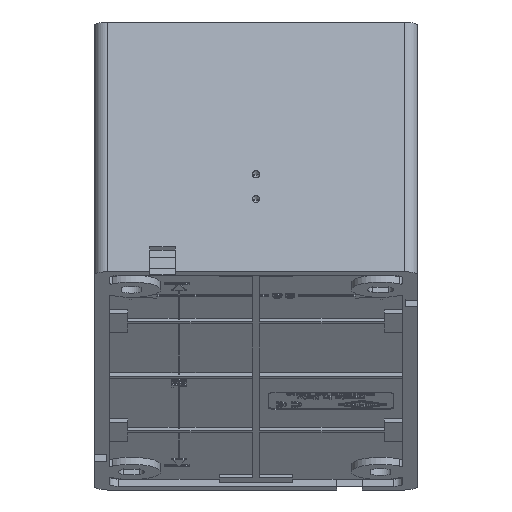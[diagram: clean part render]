
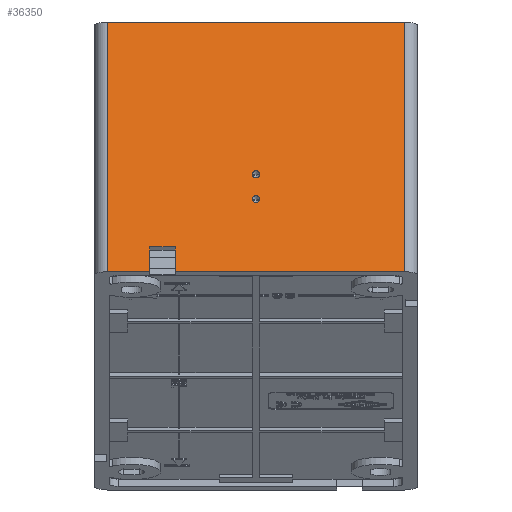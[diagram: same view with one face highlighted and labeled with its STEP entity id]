
A CAD part, front view. The second image highlights one B-rep face of the part: STEP entity #36350.
In plain terms, the highlighted face is planar.
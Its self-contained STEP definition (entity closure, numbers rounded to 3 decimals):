
#3490=CARTESIAN_POINT('',(26.5,-129.,0.));
#3500=VERTEX_POINT('',#3490);
#4860=CARTESIAN_POINT('',(107.5,-129.,0.));
#4870=VERTEX_POINT('',#4860);
#4900=CARTESIAN_POINT('',(111.,-129.,0.));
#4910=DIRECTION('',(-1.,0.,0.));
#4920=VECTOR('',#4910,1.);
#4930=LINE('',#4900,#4920);
#4940=CARTESIAN_POINT('',(96.,-129.,0.));
#4950=VERTEX_POINT('',#4940);
#4960=EDGE_CURVE('',#4870,#4950,#4930,.T.);
#5180=CARTESIAN_POINT('',(89.,-129.,0.));
#5190=VERTEX_POINT('',#5180);
#5220=EDGE_CURVE('',#5190,#3500,#4930,.T.);
#18380=CARTESIAN_POINT('',(26.5,-129.,-70.5));
#18390=VERTEX_POINT('',#18380);
#18440=CARTESIAN_POINT('',(111.,-129.,-70.5));
#18450=DIRECTION('',(-1.,0.,0.));
#18460=VECTOR('',#18450,1.);
#18470=LINE('',#18440,#18460);
#18480=CARTESIAN_POINT('',(107.5,-129.,-70.5));
#18490=VERTEX_POINT('',#18480);
#18500=EDGE_CURVE('',#18490,#18390,#18470,.T.);
#35610=CARTESIAN_POINT('',(111.,-129.,0.));
#35620=DIRECTION('',(-0.,1.,0.));
#35630=DIRECTION('',(1.,0.,0.));
#35640=AXIS2_PLACEMENT_3D('',#35610,#35620,#35630);
#35650=PLANE('',#35640);
#35660=ORIENTED_EDGE('',*,*,#5220,.T.);
#35670=CARTESIAN_POINT('',(89.,-129.,0.));
#35680=DIRECTION('',(0.,0.,-1.));
#35690=VECTOR('',#35680,1.);
#35700=LINE('',#35670,#35690);
#35710=CARTESIAN_POINT('',(89.,-129.,-7.));
#35720=VERTEX_POINT('',#35710);
#35730=EDGE_CURVE('',#5190,#35720,#35700,.T.);
#35740=ORIENTED_EDGE('',*,*,#35730,.F.);
#35750=CARTESIAN_POINT('',(0.,-129.,-7.));
#35760=DIRECTION('',(1.,0.,0.));
#35770=VECTOR('',#35760,1.);
#35780=LINE('',#35750,#35770);
#35790=CARTESIAN_POINT('',(96.,-129.,-7.));
#35800=VERTEX_POINT('',#35790);
#35810=EDGE_CURVE('',#35720,#35800,#35780,.T.);
#35820=ORIENTED_EDGE('',*,*,#35810,.F.);
#35830=CARTESIAN_POINT('',(96.,-129.,0.));
#35840=DIRECTION('',(0.,0.,1.));
#35850=VECTOR('',#35840,1.);
#35860=LINE('',#35830,#35850);
#35870=EDGE_CURVE('',#35800,#4950,#35860,.T.);
#35880=ORIENTED_EDGE('',*,*,#35870,.F.);
#35890=ORIENTED_EDGE('',*,*,#4960,.T.);
#35900=CARTESIAN_POINT('',(107.5,-129.,0.));
#35910=DIRECTION('',(0.,0.,-1.));
#35920=VECTOR('',#35910,1.);
#35930=LINE('',#35900,#35920);
#35940=EDGE_CURVE('',#4870,#18490,#35930,.T.);
#35950=ORIENTED_EDGE('',*,*,#35940,.F.);
#35960=ORIENTED_EDGE('',*,*,#18500,.F.);
#35970=CARTESIAN_POINT('',(26.5,-129.,0.));
#35980=DIRECTION('',(0.,0.,-1.));
#35990=VECTOR('',#35980,1.);
#36000=LINE('',#35970,#35990);
#36010=EDGE_CURVE('',#3500,#18390,#36000,.T.);
#36020=ORIENTED_EDGE('',*,*,#36010,.T.);
#36030=EDGE_LOOP('',(#36020,#35960,#35950,#35890,#35880,#35820,#35740,
#35660));
#36040=FACE_OUTER_BOUND('',#36030,.T.);
#36050=CARTESIAN_POINT('',(67.,-129.,-20.5));
#36060=DIRECTION('',(0.,-1.,0.));
#36070=DIRECTION('',(-1.,0.,0.));
#36080=AXIS2_PLACEMENT_3D('',#36050,#36060,#36070);
#36090=CIRCLE('',#36080,1.);
#36100=CARTESIAN_POINT('',(68.,-129.,-20.5));
#36110=VERTEX_POINT('',#36100);
#36120=CARTESIAN_POINT('',(66.,-129.,-20.5));
#36130=VERTEX_POINT('',#36120);
#36140=EDGE_CURVE('',#36110,#36130,#36090,.T.);
#36150=ORIENTED_EDGE('',*,*,#36140,.F.);
#36160=EDGE_CURVE('',#36130,#36110,#36090,.T.);
#36170=ORIENTED_EDGE('',*,*,#36160,.F.);
#36180=EDGE_LOOP('',(#36170,#36150));
#36190=FACE_BOUND('',#36180,.T.);
#36200=CARTESIAN_POINT('',(67.,-129.,-27.5));
#36210=DIRECTION('',(0.,-1.,0.));
#36220=DIRECTION('',(-1.,0.,0.));
#36230=AXIS2_PLACEMENT_3D('',#36200,#36210,#36220);
#36240=CIRCLE('',#36230,1.);
#36250=CARTESIAN_POINT('',(68.,-129.,-27.5));
#36260=VERTEX_POINT('',#36250);
#36270=CARTESIAN_POINT('',(66.,-129.,-27.5));
#36280=VERTEX_POINT('',#36270);
#36290=EDGE_CURVE('',#36260,#36280,#36240,.T.);
#36300=ORIENTED_EDGE('',*,*,#36290,.F.);
#36310=EDGE_CURVE('',#36280,#36260,#36240,.T.);
#36320=ORIENTED_EDGE('',*,*,#36310,.F.);
#36330=EDGE_LOOP('',(#36320,#36300));
#36340=FACE_BOUND('',#36330,.T.);
#36350=ADVANCED_FACE('',(#36040,#36190,#36340),#35650,.F.);
